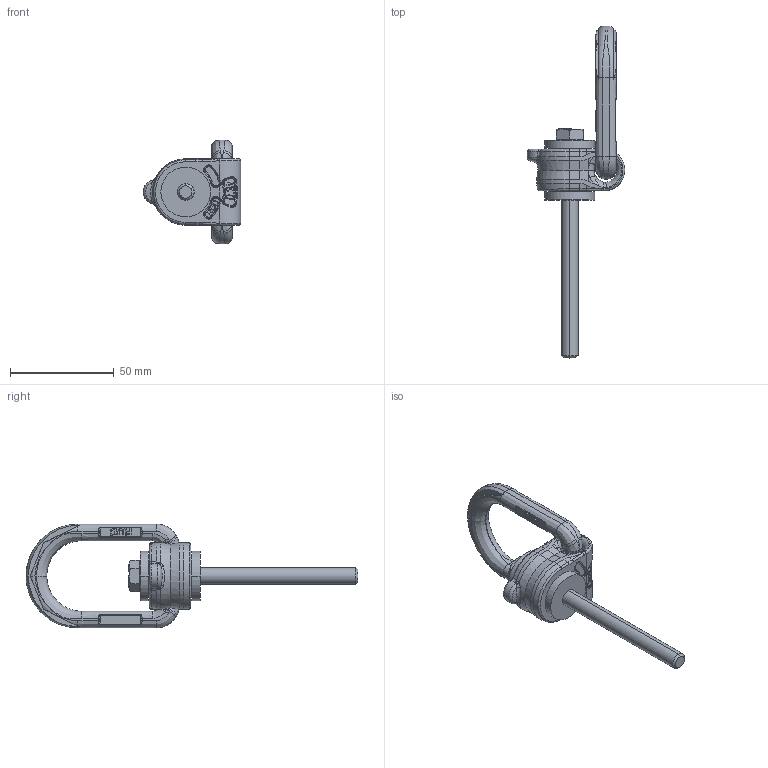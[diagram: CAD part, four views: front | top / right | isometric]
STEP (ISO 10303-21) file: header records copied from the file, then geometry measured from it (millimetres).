
FILE_DESCRIPTION((''),'2;1');
FILE_NAME('001-M34977-P-2_ASM','2014-07-23T',('Andreas.Wendler'),(''),'PRO/ENGINEER BY PARAMETRIC TECHNOLOGY CORPORATION, 2010140','PRO/ENGINEER BY PARAMETRIC TECHNOLOGY CORPORATION, 2010140','');
FILE_SCHEMA(('CONFIG_CONTROL_DESIGN'));
Products named in the file (4): 001-M34977-P-2; 001-M34980-P-1; 001-M34892-P-2; 001-M34977-P-2_ASM
Assembly tree (3 placements, depth 2):
  001-M34977-P-2_ASM
    001-M34977-P-2
    001-M34980-P-1
    001-M34892-P-2
Bounding box: 47 x 160.15 x 50 mm (x, y, z)
Volume: 41486.8 mm3; surface area: 16646.7 mm2
Topology: 3 solids, 3 shells, 1198 faces, 3234 edges, 2083 vertices
Faces by surface type: plane 606, bspline 488, cylinder 81, cone 17, torus 6
Entity records: 76823 total; most frequent: CARTESIAN_POINT 50237, ORIENTED_EDGE 6464, DIRECTION 3803, EDGE_CURVE 3232, VERTEX_POINT 2083, VECTOR 1965, LINE 1965, EDGE_LOOP 1247
